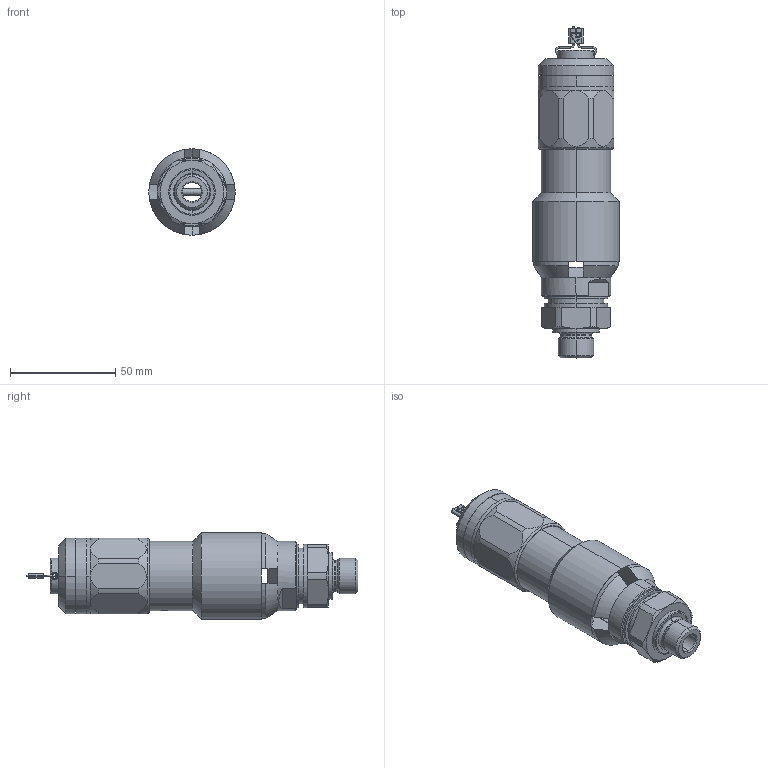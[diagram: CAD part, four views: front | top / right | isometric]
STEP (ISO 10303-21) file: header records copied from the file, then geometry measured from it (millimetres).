
FILE_DESCRIPTION (( 'STEP AP214' ), '1' );
FILE_NAME ('492SGK15M10MD Dummy.STEP', '2017-02-13T14:26:23', ( '' ), ( '' ), 'SwSTEP 2.0', 'SolidWorks 2016', '' );
FILE_SCHEMA (( 'AUTOMOTIVE_DESIGN' ));
Length unit declared in the file: millimetre
Products named in the file (1): 492SGK15M10MD Dummy
Bounding box: 41 x 157.47 x 41 mm (x, y, z)
Surface area: 25095.6 mm2 (no closed solid volume)
Topology: 0 solids, 13 shells, 266 faces, 946 edges, 672 vertices
Faces by surface type: plane 108, cylinder 85, cone 48, torus 14, bspline 11
Entity records: 15058 total; most frequent: CARTESIAN_POINT 4394, DIRECTION 1525, ORIENTED_EDGE 1478, EDGE_CURVE 946, VERTEX_POINT 672, AXIS2_PLACEMENT_3D 509, LINE 507, VECTOR 507
